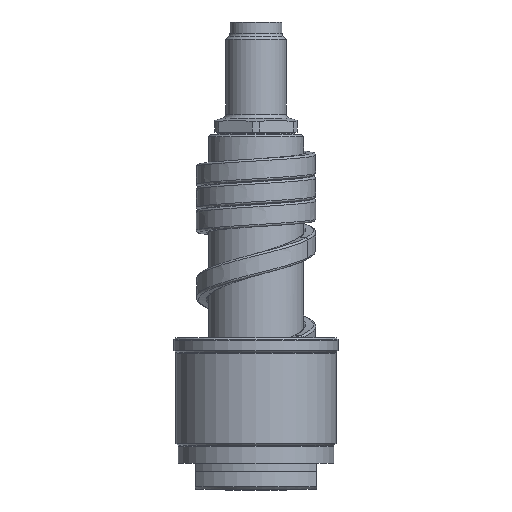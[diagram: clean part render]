
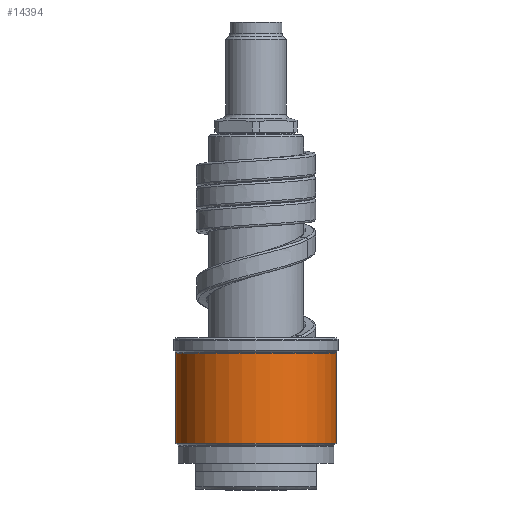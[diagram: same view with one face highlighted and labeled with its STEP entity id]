
A CAD part, front view. The second image highlights one B-rep face of the part: STEP entity #14394.
In plain terms, the highlighted cylindrical face has radius 18.5 mm (diameter 37 mm), a partial arc.
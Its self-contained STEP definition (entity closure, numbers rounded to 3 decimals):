
#5408=CARTESIAN_POINT('',(0.,0.,10.583));
#5409=DIRECTION('',(0.,0.,1.));
#5410=DIRECTION('',(-1.,0.,0.));
#5411=AXIS2_PLACEMENT_3D('',#5408,#5409,#5410);
#5413=DIRECTION('',(0.,0.,-1.));
#5414=VECTOR('',#5413,20.834);
#5415=CARTESIAN_POINT('',(-18.5,0.,31.417));
#5416=LINE('',#5415,#5414);
#5417=CARTESIAN_POINT('',(0.,0.,31.417));
#5418=DIRECTION('',(0.,0.,1.));
#5419=DIRECTION('',(-1.,0.,0.));
#5420=AXIS2_PLACEMENT_3D('',#5417,#5418,#5419);
#5422=DIRECTION('',(0.,0.,-1.));
#5423=VECTOR('',#5422,20.834);
#5424=CARTESIAN_POINT('',(18.5,0.,31.417));
#5425=LINE('',#5424,#5423);
#5746=CARTESIAN_POINT('',(18.5,0.,31.417));
#5747=CARTESIAN_POINT('',(-18.5,0.,31.417));
#5748=VERTEX_POINT('',#5746);
#5749=VERTEX_POINT('',#5747);
#5772=CARTESIAN_POINT('',(18.5,0.,10.583));
#5773=VERTEX_POINT('',#5772);
#5774=CARTESIAN_POINT('',(-18.5,0.,10.583));
#5775=VERTEX_POINT('',#5774);
#14382=CARTESIAN_POINT('',(0.,0.,8.75));
#14383=DIRECTION('',(0.,0.,1.));
#14384=DIRECTION('',(-1.,0.,0.));
#14385=AXIS2_PLACEMENT_3D('',#14382,#14383,#14384);
#14386=CYLINDRICAL_SURFACE('',#14385,18.5);
#14387=ORIENTED_EDGE('',*,*,#12531,.F.);
#14388=ORIENTED_EDGE('',*,*,#12512,.F.);
#14390=ORIENTED_EDGE('',*,*,#14389,.T.);
#14391=ORIENTED_EDGE('',*,*,#12508,.T.);
#14392=EDGE_LOOP('',(#14387,#14388,#14390,#14391));
#14393=FACE_OUTER_BOUND('',#14392,.F.);
#5412=CIRCLE('',#5411,18.5);
#5421=CIRCLE('',#5420,18.5);
#12508=EDGE_CURVE('',#5748,#5773,#5425,.T.);
#12512=EDGE_CURVE('',#5749,#5775,#5416,.T.);
#12531=EDGE_CURVE('',#5775,#5773,#5412,.T.);
#14389=EDGE_CURVE('',#5749,#5748,#5421,.T.);
#14394=ADVANCED_FACE('',(#14393),#14386,.T.);
